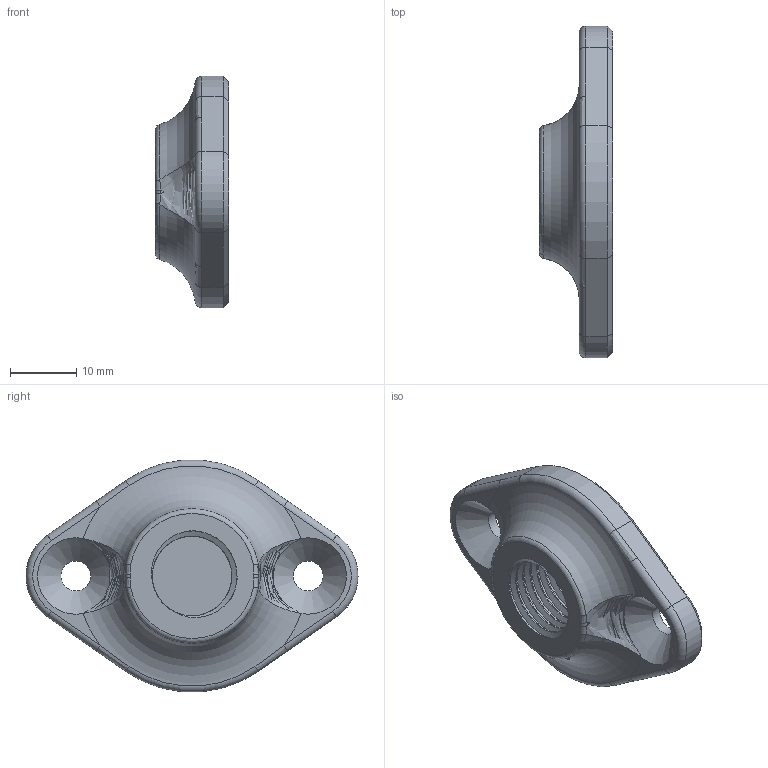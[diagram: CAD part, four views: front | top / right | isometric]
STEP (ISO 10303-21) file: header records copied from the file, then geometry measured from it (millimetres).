
FILE_DESCRIPTION(/* description */ (''),/* implementation_level */ '2;1');
FILE_NAME(/* name */ 'Thread.step',/* time_stamp */ '2021-03-16T12:39:01+01:00',/* author */ (''),/* organization */ (''),/* preprocessor_version */ 'ST-DEVELOPER v18.1',/* originating_system */ 'Autodesk Translation Framework v9.10.0.1330',/* authorisation */ '');
FILE_SCHEMA (('AUTOMOTIVE_DESIGN { 1 0 10303 214 3 1 1 }'));
Length unit declared in the file: millimetre
Products named in the file (1): Thread
Bounding box: 11 x 50 x 34.87 mm (x, y, z)
Volume: 6781.9 mm3; surface area: 3869.1 mm2
Topology: 1 solids, 1 shells, 68 faces, 175 edges, 108 vertices
Faces by surface type: cylinder 27, plane 13, bspline 12, torus 10, cone 6
Full cylindrical faces by diameter (mm): 4.5 x2, 12 x5, 13.6 x6
Entity records: 4683 total; most frequent: CARTESIAN_POINT 3116, ORIENTED_EDGE 350, DIRECTION 275, EDGE_CURVE 175, AXIS2_PLACEMENT_3D 113, VERTEX_POINT 108, EDGE_LOOP 71, B_SPLINE_CURVE_WITH_KNOTS 70
